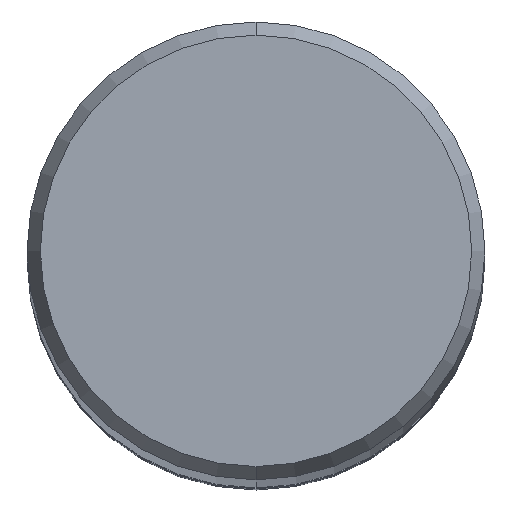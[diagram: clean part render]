
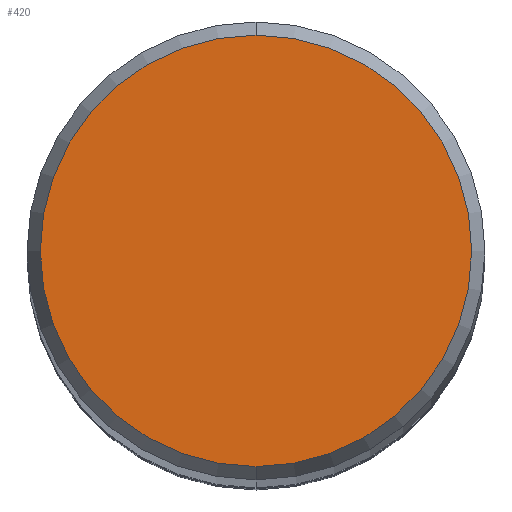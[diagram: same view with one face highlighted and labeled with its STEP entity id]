
A CAD part, top view. The second image highlights one B-rep face of the part: STEP entity #420.
In plain terms, the highlighted planar face has unit normal (0, 0, 1).
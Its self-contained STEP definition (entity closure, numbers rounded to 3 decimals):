
#198=VERTEX_POINT('',#514);
#312=EDGE_CURVE('',#426,#198,#642,.T.);
#320=EDGE_CURVE('',#198,#426,#651,.T.);
#420=ADVANCED_FACE('',(#761),#762,.T.);
#426=VERTEX_POINT('',#770);
#514=CARTESIAN_POINT('',(0.,-3.74,0.0));
#642=CIRCLE('',#1141,3.74);
#651=CIRCLE('',#1152,3.74);
#761=FACE_OUTER_BOUND('',#1352,.T.);
#762=PLANE('',#1353);
#770=CARTESIAN_POINT('',(0.0,3.74,0.0));
#1141=AXIS2_PLACEMENT_3D('',#1645,#1646,#1647);
#1152=AXIS2_PLACEMENT_3D('',#1659,#1660,#1661);
#1352=EDGE_LOOP('',(#1776,#1777));
#1353=AXIS2_PLACEMENT_3D('',#1778,#1779,#1780);
#1645=CARTESIAN_POINT('',(0.0,0.0,0.0));
#1646=DIRECTION('',(0.0,0.0,-1.0));
#1647=DIRECTION('',(0.0,1.0,0.0));
#1659=CARTESIAN_POINT('',(0.0,0.0,0.0));
#1660=DIRECTION('',(0.0,0.0,-1.0));
#1661=DIRECTION('',(0.0,1.0,0.0));
#1776=ORIENTED_EDGE('',*,*,#312,.F.);
#1777=ORIENTED_EDGE('',*,*,#320,.F.);
#1778=CARTESIAN_POINT('',(0.0,1.87,0.0));
#1779=DIRECTION('',(-0.0,0.0,1.0));
#1780=DIRECTION('',(0.0,-1.0,0.0));
